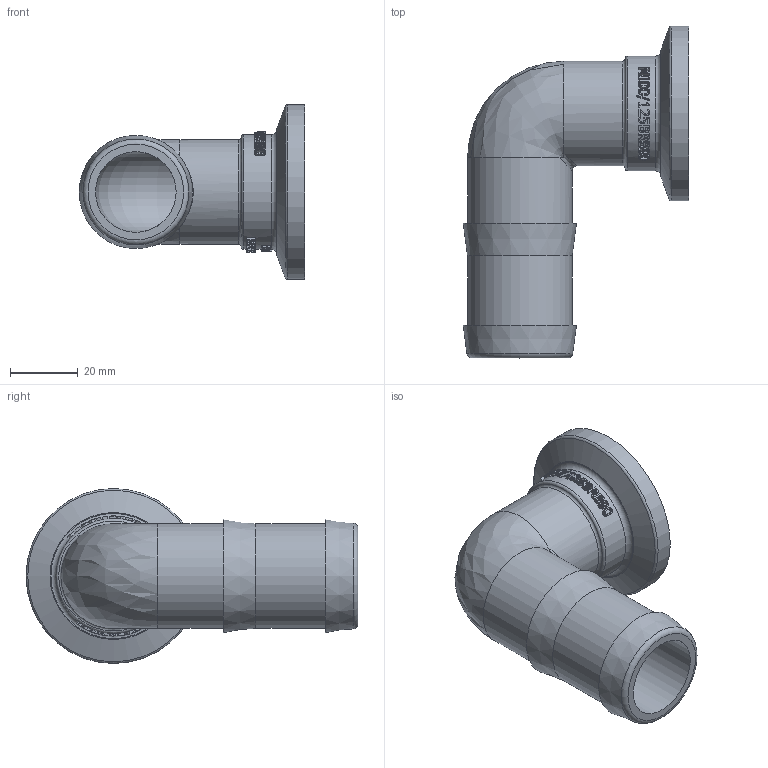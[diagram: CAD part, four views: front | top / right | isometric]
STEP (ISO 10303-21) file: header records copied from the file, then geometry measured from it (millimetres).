
FILE_DESCRIPTION(/* description */ ('90 Deg. 1 1/4" Hose Barb X 1" Manifold Flange, Unbagged'),/* implementation_level */ '2;1');
FILE_NAME(/* name */ 'M100125BRB90.stp',/* time_stamp */ '2014-11-21T10:08:08-05:00',/* author */ ('ETQ'),/* organization */ (''),/* preprocessor_version */ 'ST-DEVELOPER v15.2',/* originating_system */ 'Autodesk Inventor 2014',/* authorisation */ '');
FILE_SCHEMA (('AUTOMOTIVE_DESIGN { 1 0 10303 214 3 1 1 }'));
Length unit declared in the file: inch
Products named in the file (2): M100125BRB90U; M100125BRB90
Bounding box: 66.8 x 98.3 x 51.82 mm (x, y, z)
Volume: 47546.9 mm3; surface area: 24257.8 mm2
Topology: 1 solids, 1 shells, 442 faces, 1175 edges, 780 vertices
Faces by surface type: bspline 212, plane 170, cylinder 51, torus 6, cone 3
Full cylindrical faces by diameter (mm): 23.876 x2, 30.988 x3, 34.036 x1, 35.052 x1, 51.816 x1
Entity records: 57724 total; most frequent: CARTESIAN_POINT 48374, ORIENTED_EDGE 2306, DIRECTION 1200, EDGE_CURVE 1153, VERTEX_POINT 776, B_SPLINE_CURVE_WITH_KNOTS 563, EDGE_LOOP 507, LINE 446
